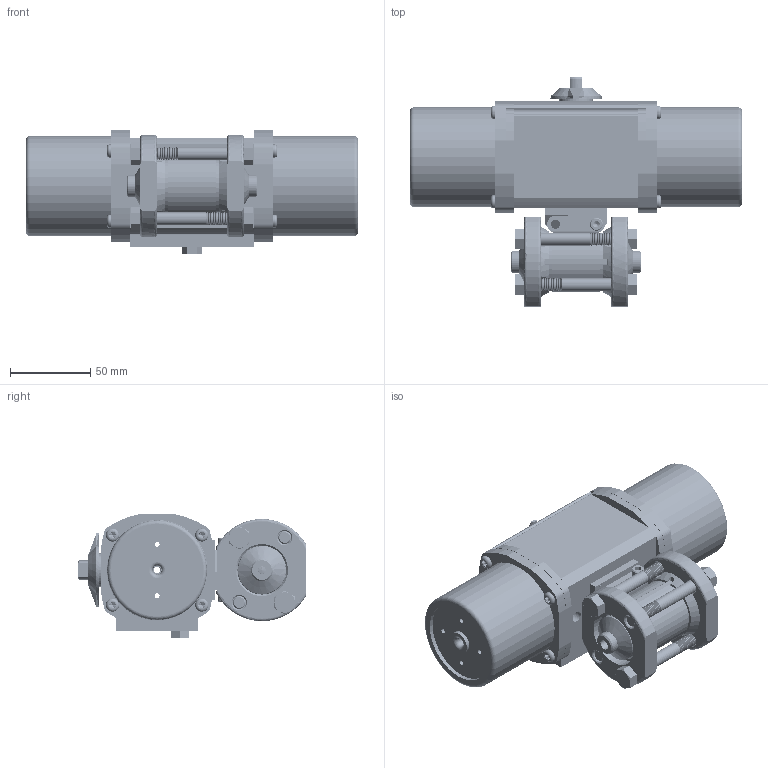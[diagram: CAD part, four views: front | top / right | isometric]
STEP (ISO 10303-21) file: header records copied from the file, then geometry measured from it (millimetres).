
FILE_DESCRIPTION (( 'STEP AP203' ), '1' );
FILE_NAME ('24XXTSWFA512SR.step', '2018-03-22T20:03:15', ( '' ), ( '' ), 'SwSTEP 2.0', 'SolidWorks 2017', '' );
FILE_SCHEMA (( 'CONFIG_CONTROL_DESIGN' ));
Products named in the file (1): 24XXTSWFA512SR
Bounding box: 206.38 x 142.33 x 77.22 mm (x, y, z)
Volume: 490430.3 mm3; surface area: 213603.4 mm2
Topology: 41 solids, 41 shells, 3734 faces, 10298 edges, 6678 vertices
Faces by surface type: cylinder 2092, cone 882, plane 497, torus 132, bspline 129, sphere 2
Entity records: 184968 total; most frequent: CARTESIAN_POINT 95924, ORIENTED_EDGE 20376, DIRECTION 17538, EDGE_CURVE 10188, AXIS2_PLACEMENT_3D 6983, VERTEX_POINT 6674, EDGE_LOOP 4040, ADVANCED_FACE 3734
